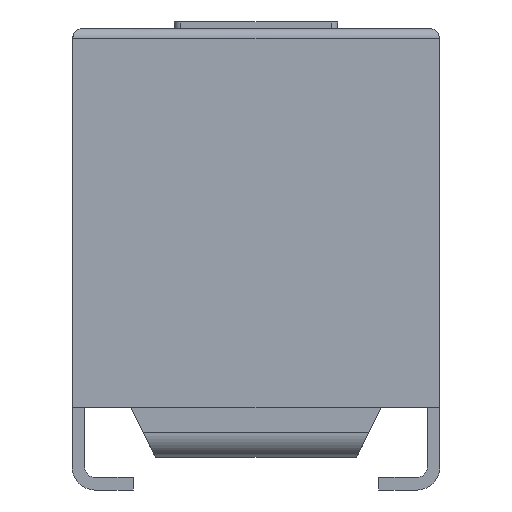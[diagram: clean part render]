
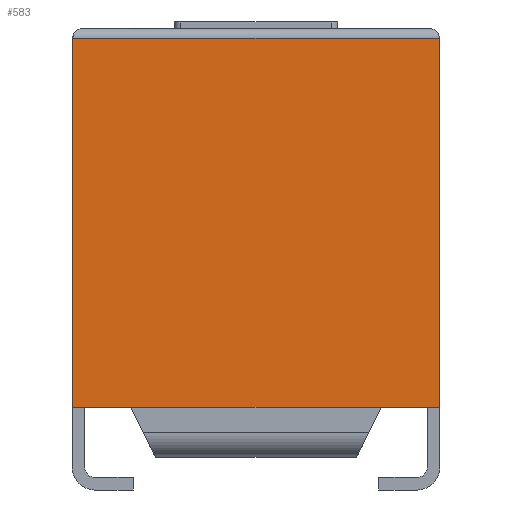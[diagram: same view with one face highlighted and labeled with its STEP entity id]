
A CAD part, front view. The second image highlights one B-rep face of the part: STEP entity #583.
In plain terms, the highlighted planar face has unit normal (0, -1, 0).
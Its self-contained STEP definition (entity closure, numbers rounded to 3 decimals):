
#12=DIRECTION('',(0.,0.,1.));
#134=VECTOR('',#135,1.);
#135=DIRECTION('',(-1.,0.,0.));
#202=EDGE_CURVE('',#203,#205,#207,.T.);
#203=VERTEX_POINT('',#204);
#204=CARTESIAN_POINT('',(-3.65,-7.4,1.65));
#205=VERTEX_POINT('',#206);
#206=CARTESIAN_POINT('',(-3.65,-7.4,9.01));
#207=LINE('',#204,#208);
#208=VECTOR('',#12,1.);
#347=DIRECTION('',(0.,-1.,0.));
#405=ORIENTED_EDGE('',*,*,#406,.F.);
#406=EDGE_CURVE('',#407,#203,#409,.T.);
#407=VERTEX_POINT('',#408);
#408=CARTESIAN_POINT('',(3.65,-7.4,1.65));
#409=LINE('',#408,#134);
#583=ADVANCED_FACE('',(#584),#595,.T.);
#584=FACE_BOUND('',#585,.T.);
#585=EDGE_LOOP('',(#586,#591,#594,#405));
#586=ORIENTED_EDGE('',*,*,#587,.T.);
#587=EDGE_CURVE('',#407,#588,#590,.T.);
#588=VERTEX_POINT('',#589);
#589=CARTESIAN_POINT('',(3.65,-7.4,9.01));
#590=LINE('',#408,#208);
#591=ORIENTED_EDGE('',*,*,#592,.T.);
#592=EDGE_CURVE('',#588,#205,#593,.T.);
#593=LINE('',#589,#134);
#594=ORIENTED_EDGE('',*,*,#202,.F.);
#595=PLANE('',#596);
#596=AXIS2_PLACEMENT_3D('',#408,#347,#135);
